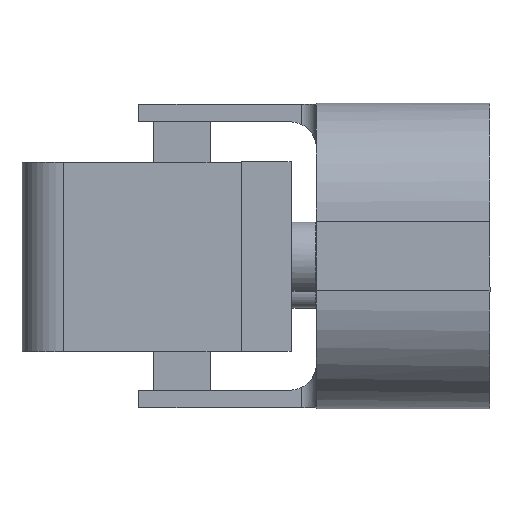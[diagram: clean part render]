
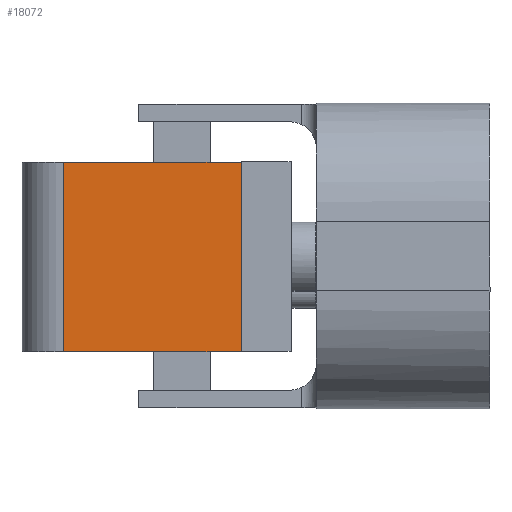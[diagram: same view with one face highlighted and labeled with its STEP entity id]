
A CAD part, left-side view. The second image highlights one B-rep face of the part: STEP entity #18072.
In plain terms, the highlighted planar face has unit normal (-1, 0, 0).
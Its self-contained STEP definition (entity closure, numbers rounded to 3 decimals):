
#1342=PLANE('',#19310);
#2079=FACE_OUTER_BOUND('',#2996,.T.);
#2996=EDGE_LOOP('',(#16137,#16138,#16139,#16140));
#4386=LINE('',#44809,#5940);
#4387=LINE('',#44812,#5941);
#4388=LINE('',#44814,#5942);
#4389=LINE('',#44815,#5943);
#5940=VECTOR('',#22759,10.);
#5941=VECTOR('',#22762,10.);
#5942=VECTOR('',#22763,10.);
#5943=VECTOR('',#22764,10.);
#8554=VERTEX_POINT('',#44805);
#8555=VERTEX_POINT('',#44807);
#8556=VERTEX_POINT('',#44811);
#8557=VERTEX_POINT('',#44813);
#11142=EDGE_CURVE('',#8554,#8555,#4386,.T.);
#11143=EDGE_CURVE('',#8554,#8556,#4387,.T.);
#11144=EDGE_CURVE('',#8557,#8555,#4388,.T.);
#11145=EDGE_CURVE('',#8556,#8557,#4389,.T.);
#16137=ORIENTED_EDGE('',*,*,#11143,.F.);
#16138=ORIENTED_EDGE('',*,*,#11142,.T.);
#16139=ORIENTED_EDGE('',*,*,#11144,.F.);
#16140=ORIENTED_EDGE('',*,*,#11145,.F.);
#18072=ADVANCED_FACE('',(#2079),#1342,.T.);
#19310=AXIS2_PLACEMENT_3D('',#44810,#22760,#22761);
#22759=DIRECTION('',(0.,0.,1.));
#22760=DIRECTION('center_axis',(-1.,0.,0.));
#22761=DIRECTION('ref_axis',(0.,-1.,0.));
#22762=DIRECTION('',(0.,1.,0.));
#22763=DIRECTION('',(0.,-1.,0.));
#22764=DIRECTION('',(0.,0.,1.));
#44805=CARTESIAN_POINT('',(-15.,-27.,0.));
#44807=CARTESIAN_POINT('',(-15.,-27.,32.));
#44809=CARTESIAN_POINT('',(-15.,-27.,0.));
#44810=CARTESIAN_POINT('Origin',(-15.,3.,0.));
#44811=CARTESIAN_POINT('',(-15.,3.,0.));
#44812=CARTESIAN_POINT('',(-15.,-27.,0.));
#44813=CARTESIAN_POINT('',(-15.,3.,32.));
#44814=CARTESIAN_POINT('',(-15.,-27.,32.));
#44815=CARTESIAN_POINT('',(-15.,3.,0.));
